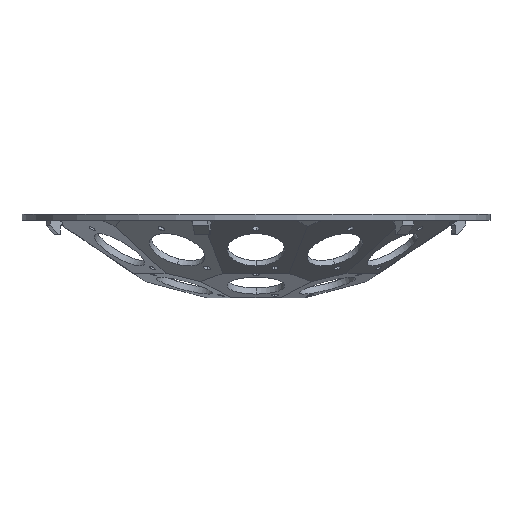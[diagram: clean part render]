
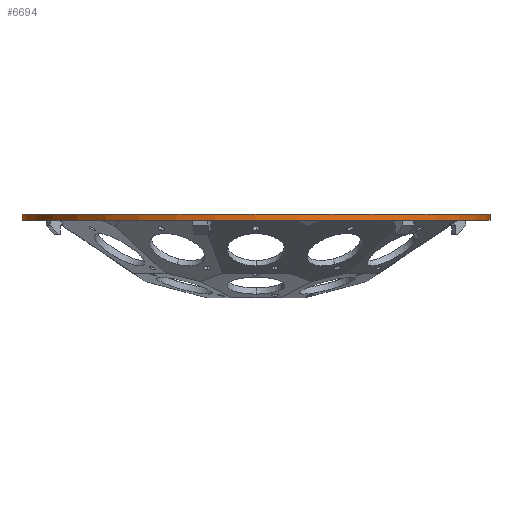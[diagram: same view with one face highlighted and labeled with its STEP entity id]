
A CAD part, front view. The second image highlights one B-rep face of the part: STEP entity #6694.
In plain terms, the highlighted cylindrical face has radius 223 mm (diameter 446 mm), a partial arc.
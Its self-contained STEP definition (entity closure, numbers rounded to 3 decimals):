
#82 = DIRECTION ( 'NONE',  ( 0., 0., -1. ) ) ;
#223 = AXIS2_PLACEMENT_3D ( 'NONE', #3988, #9924, #9892 ) ;
#492 = CYLINDRICAL_SURFACE ( 'NONE', #4286, 223. ) ;
#566 = EDGE_LOOP ( 'NONE', ( #4808, #6299, #7391, #6509 ) ) ;
#718 = VECTOR ( 'NONE', #5488, 1000. ) ;
#820 = CARTESIAN_POINT ( 'NONE',  ( 0., 0., -195. ) ) ;
#2126 = CARTESIAN_POINT ( 'NONE',  ( -223., 0., -206.027 ) ) ;
#2465 = CARTESIAN_POINT ( 'NONE',  ( -223., 0., -189. ) ) ;
#3333 = EDGE_CURVE ( 'NONE', #5966, #7020, #9810, .T. ) ;
#3374 = CARTESIAN_POINT ( 'NONE',  ( 223., 0., -206.027 ) ) ;
#3453 = DIRECTION ( 'NONE',  ( -1., 0., 0. ) ) ;
#3850 = AXIS2_PLACEMENT_3D ( 'NONE', #820, #82, #5208 ) ;
#3988 = CARTESIAN_POINT ( 'NONE',  ( 0., 0., -189. ) ) ;
#4286 = AXIS2_PLACEMENT_3D ( 'NONE', #5119, #8535, #3453 ) ;
#4780 = CARTESIAN_POINT ( 'NONE',  ( -223., 0., -195. ) ) ;
#4808 = ORIENTED_EDGE ( 'NONE', *, *, #8367, .F. ) ;
#5119 = CARTESIAN_POINT ( 'NONE',  ( 0., 0., -206.027 ) ) ;
#5208 = DIRECTION ( 'NONE',  ( -1., 0., 0. ) ) ;
#5226 = VECTOR ( 'NONE', #9226, 1000. ) ;
#5488 = DIRECTION ( 'NONE',  ( 0., 0., -1. ) ) ;
#5966 = VERTEX_POINT ( 'NONE', #6647 ) ;
#6299 = ORIENTED_EDGE ( 'NONE', *, *, #8203, .T. ) ;
#6509 = ORIENTED_EDGE ( 'NONE', *, *, #3333, .F. ) ;
#6647 = CARTESIAN_POINT ( 'NONE',  ( 223., 0., -195. ) ) ;
#6694 = ADVANCED_FACE ( 'NONE', ( #6914 ), #492, .T. ) ;
#6914 = FACE_OUTER_BOUND ( 'NONE', #566, .T. ) ;
#6922 = EDGE_CURVE ( 'NONE', #10580, #7020, #9364, .T. ) ;
#7020 = VERTEX_POINT ( 'NONE', #4780 ) ;
#7391 = ORIENTED_EDGE ( 'NONE', *, *, #6922, .T. ) ;
#7762 = LINE ( 'NONE', #3374, #5226 ) ;
#7949 = VERTEX_POINT ( 'NONE', #8393 ) ;
#8203 = EDGE_CURVE ( 'NONE', #7949, #10580, #10262, .T. ) ;
#8367 = EDGE_CURVE ( 'NONE', #7949, #5966, #7762, .T. ) ;
#8393 = CARTESIAN_POINT ( 'NONE',  ( 223., 0., -189. ) ) ;
#8535 = DIRECTION ( 'NONE',  ( 0., 0., -1. ) ) ;
#9226 = DIRECTION ( 'NONE',  ( 0., 0., -1. ) ) ;
#9364 = LINE ( 'NONE', #2126, #718 ) ;
#9810 = CIRCLE ( 'NONE', #3850, 223. ) ;
#9892 = DIRECTION ( 'NONE',  ( -1., 0., 0. ) ) ;
#9924 = DIRECTION ( 'NONE',  ( 0., 0., -1. ) ) ;
#10262 = CIRCLE ( 'NONE', #223, 223. ) ;
#10580 = VERTEX_POINT ( 'NONE', #2465 ) ;
